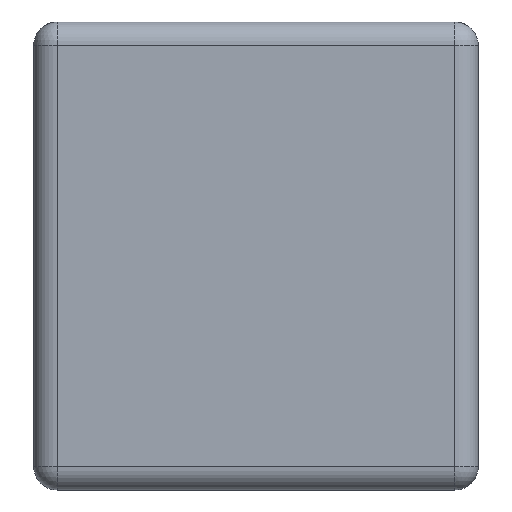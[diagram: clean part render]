
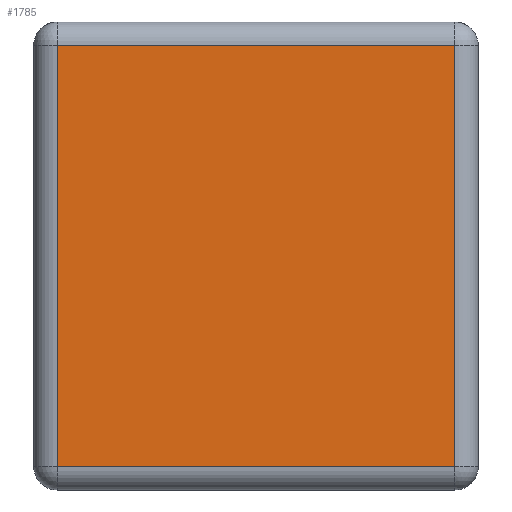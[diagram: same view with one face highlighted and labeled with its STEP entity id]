
A CAD part, left-side view. The second image highlights one B-rep face of the part: STEP entity #1785.
In plain terms, the highlighted planar face has unit normal (-1, 0, 0).
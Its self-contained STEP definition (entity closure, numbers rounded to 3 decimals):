
#1530=CARTESIAN_POINT('',(-0.875,0.425,0.0));
#1531=VERTEX_POINT('',#1530);
#1547=CARTESIAN_POINT('',(-0.875,-0.425,0.0));
#1548=VERTEX_POINT('',#1547);
#1556=CARTESIAN_POINT('',(-0.875,-0.425,0.0));
#1557=DIRECTION('',(0.0,1.0,0.0));
#1558=VECTOR('',#1557,0.85);
#1559=LINE('',#1556,#1558);
#1560=EDGE_CURVE('',#1548,#1531,#1559,.T.);
#1713=CARTESIAN_POINT('',(-0.875,-0.425,0.9));
#1714=VERTEX_POINT('',#1713);
#1722=CARTESIAN_POINT('',(-0.875,-0.425,0.9));
#1723=DIRECTION('',(0.0,0.0,-1.0));
#1724=VECTOR('',#1723,0.9);
#1725=LINE('',#1722,#1724);
#1726=EDGE_CURVE('',#1714,#1548,#1725,.T.);
#1762=CARTESIAN_POINT('',(-0.875,-0.475,-0.05));
#1763=DIRECTION('',(-1.0,0.0,0.0));
#1764=DIRECTION('',(0.0,0.0,1.0));
#1765=AXIS2_PLACEMENT_3D('',#1762,#1763,#1764);
#1766=PLANE('',#1765);
#1767=ORIENTED_EDGE('',*,*,#1726,.F.);
#1768=CARTESIAN_POINT('',(-0.875,0.425,0.9));
#1769=VERTEX_POINT('',#1768);
#1770=CARTESIAN_POINT('',(-0.875,0.425,0.9));
#1771=DIRECTION('',(0.0,-1.0,0.0));
#1772=VECTOR('',#1771,0.85);
#1773=LINE('',#1770,#1772);
#1774=EDGE_CURVE('',#1769,#1714,#1773,.T.);
#1775=ORIENTED_EDGE('',*,*,#1774,.F.);
#1776=CARTESIAN_POINT('',(-0.875,0.425,0.0));
#1777=DIRECTION('',(0.0,0.0,1.0));
#1778=VECTOR('',#1777,0.9);
#1779=LINE('',#1776,#1778);
#1780=EDGE_CURVE('',#1531,#1769,#1779,.T.);
#1781=ORIENTED_EDGE('',*,*,#1780,.F.);
#1782=ORIENTED_EDGE('',*,*,#1560,.F.);
#1783=EDGE_LOOP('',(#1767,#1775,#1781,#1782));
#1784=FACE_OUTER_BOUND('',#1783,.T.);
#1785=ADVANCED_FACE('',(#1784),#1766,.T.);
